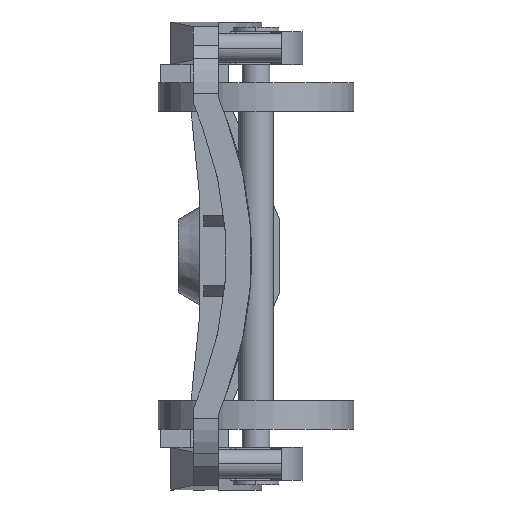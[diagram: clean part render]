
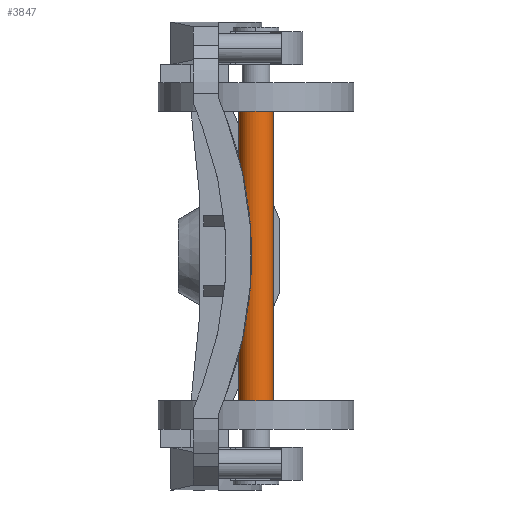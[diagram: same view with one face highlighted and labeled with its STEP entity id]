
A CAD part, left-side view. The second image highlights one B-rep face of the part: STEP entity #3847.
In plain terms, the highlighted cylindrical face has radius 80 mm (diameter 160 mm), a partial arc.
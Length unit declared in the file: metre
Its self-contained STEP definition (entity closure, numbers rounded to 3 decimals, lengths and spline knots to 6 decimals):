
#812 = CARTESIAN_POINT ( 'NONE',  ( -0.9, -0.37, 0.68 ) ) ;
#866 = ORIENTED_EDGE ( 'NONE', *, *, #11101, .T. ) ;
#1151 = FACE_OUTER_BOUND ( 'NONE', #11050, .T. ) ;
#1216 = CYLINDRICAL_SURFACE ( 'NONE', #11526, 0.08 ) ;
#1419 = ORIENTED_EDGE ( 'NONE', *, *, #5575, .F. ) ;
#1879 = VERTEX_POINT ( 'NONE', #2348 ) ;
#2109 = DIRECTION ( 'NONE',  ( 0., 0., 1. ) ) ;
#2131 = CARTESIAN_POINT ( 'NONE',  ( -0.9, -0.45, 0.68 ) ) ;
#2348 = CARTESIAN_POINT ( 'NONE',  ( -0.9, -0.37, -0.68 ) ) ;
#3191 = DIRECTION ( 'NONE',  ( 0., 0., 1. ) ) ;
#3626 = CIRCLE ( 'NONE', #11107, 0.08 ) ;
#3756 = CIRCLE ( 'NONE', #10675, 0.08 ) ;
#3847 = ADVANCED_FACE ( 'NONE', ( #1151 ), #1216, .T. ) ;
#3959 = VECTOR ( 'NONE', #3191, 1. ) ;
#4344 = LINE ( 'NONE', #7915, #3959 ) ;
#4758 = CARTESIAN_POINT ( 'NONE',  ( -0.9, -0.45, 1.055 ) ) ;
#5142 = EDGE_CURVE ( 'NONE', #9216, #6654, #5767, .T. ) ;
#5575 = EDGE_CURVE ( 'NONE', #1879, #8635, #4344, .T. ) ;
#5579 = DIRECTION ( 'NONE',  ( 0., -1., 0. ) ) ;
#5767 = LINE ( 'NONE', #10279, #8360 ) ;
#5860 = DIRECTION ( 'NONE',  ( 0., 0., -1. ) ) ;
#6379 = DIRECTION ( 'NONE',  ( 0., 0., -1. ) ) ;
#6547 = DIRECTION ( 'NONE',  ( 0., -1., 0. ) ) ;
#6654 = VERTEX_POINT ( 'NONE', #8963 ) ;
#7410 = EDGE_CURVE ( 'NONE', #9216, #1879, #3756, .T. ) ;
#7670 = DIRECTION ( 'NONE',  ( 0., -1., 0. ) ) ;
#7915 = CARTESIAN_POINT ( 'NONE',  ( -0.9, -0.37, 1.055 ) ) ;
#8360 = VECTOR ( 'NONE', #2109, 1. ) ;
#8635 = VERTEX_POINT ( 'NONE', #812 ) ;
#8963 = CARTESIAN_POINT ( 'NONE',  ( -0.9, -0.53, 0.68 ) ) ;
#9216 = VERTEX_POINT ( 'NONE', #11321 ) ;
#9240 = ORIENTED_EDGE ( 'NONE', *, *, #5142, .T. ) ;
#9315 = CARTESIAN_POINT ( 'NONE',  ( -0.9, -0.45, -0.68 ) ) ;
#10279 = CARTESIAN_POINT ( 'NONE',  ( -0.9, -0.53, 1.055 ) ) ;
#10675 = AXIS2_PLACEMENT_3D ( 'NONE', #9315, #5860, #7670 ) ;
#10844 = DIRECTION ( 'NONE',  ( 0., 0., 1. ) ) ;
#10935 = ORIENTED_EDGE ( 'NONE', *, *, #7410, .F. ) ;
#11050 = EDGE_LOOP ( 'NONE', ( #1419, #10935, #9240, #866 ) ) ;
#11101 = EDGE_CURVE ( 'NONE', #6654, #8635, #3626, .T. ) ;
#11107 = AXIS2_PLACEMENT_3D ( 'NONE', #2131, #6379, #6547 ) ;
#11321 = CARTESIAN_POINT ( 'NONE',  ( -0.9, -0.53, -0.68 ) ) ;
#11526 = AXIS2_PLACEMENT_3D ( 'NONE', #4758, #10844, #5579 ) ;
